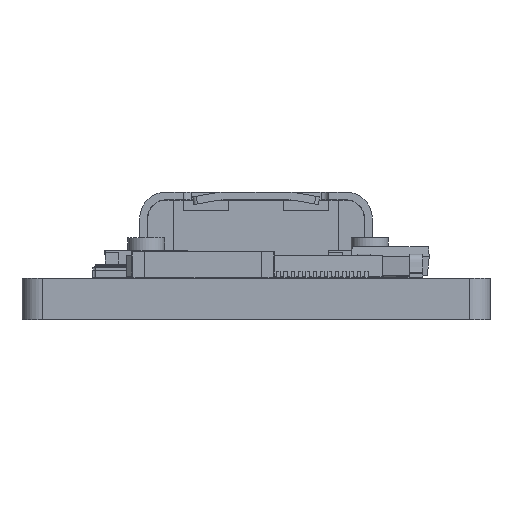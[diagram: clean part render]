
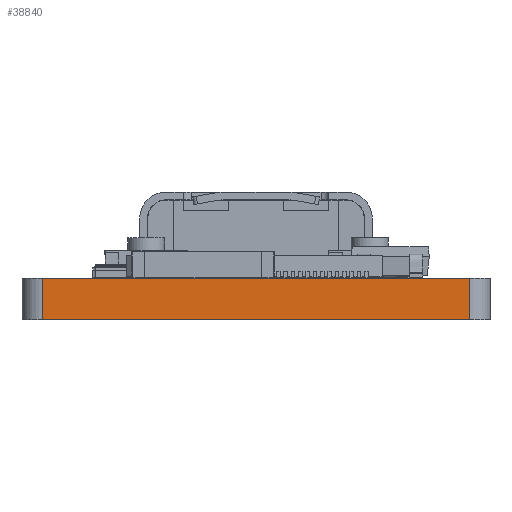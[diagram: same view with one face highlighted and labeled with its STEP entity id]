
A CAD part, front view. The second image highlights one B-rep face of the part: STEP entity #38840.
In plain terms, the highlighted planar face has unit normal (0, -1, 0).
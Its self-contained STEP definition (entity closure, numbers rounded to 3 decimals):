
#2038=PLANE('',#41388);
#3952=FACE_OUTER_BOUND('',#6053,.T.);
#6053=EDGE_LOOP('',(#34474,#34475,#34476,#34477));
#10136=LINE('',#68399,#14517);
#10178=LINE('',#68545,#14559);
#10199=LINE('',#68607,#14580);
#10236=LINE('',#68707,#14617);
#14517=VECTOR('',#49700,10.);
#14559=VECTOR('',#49810,10.);
#14580=VECTOR('',#49861,10.);
#14617=VECTOR('',#49934,10.);
#18971=VERTEX_POINT('',#68396);
#18972=VERTEX_POINT('',#68398);
#19042=VERTEX_POINT('',#68543);
#19068=VERTEX_POINT('',#68606);
#24153=EDGE_CURVE('',#18971,#18972,#10136,.T.);
#24226=EDGE_CURVE('',#19042,#18971,#10178,.T.);
#24257=EDGE_CURVE('',#18972,#19068,#10199,.T.);
#24308=EDGE_CURVE('',#19068,#19042,#10236,.T.);
#34474=ORIENTED_EDGE('',*,*,#24226,.F.);
#34475=ORIENTED_EDGE('',*,*,#24308,.F.);
#34476=ORIENTED_EDGE('',*,*,#24257,.F.);
#34477=ORIENTED_EDGE('',*,*,#24153,.F.);
#38840=ADVANCED_FACE('',(#3952),#2038,.T.);
#41388=AXIS2_PLACEMENT_3D('',#68847,#50038,#50039);
#49700=DIRECTION('',(-1.,0.,0.));
#49810=DIRECTION('',(0.,0.,-1.));
#49861=DIRECTION('',(0.,0.,1.));
#49934=DIRECTION('',(1.,0.,0.));
#50038=DIRECTION('center_axis',(0.,-1.,0.));
#50039=DIRECTION('ref_axis',(-1.,0.,0.));
#68396=CARTESIAN_POINT('',(8.2,-11.75,0.));
#68398=CARTESIAN_POINT('',(-8.2,-11.75,0.));
#68399=CARTESIAN_POINT('',(-9.,-11.75,0.));
#68543=CARTESIAN_POINT('',(8.2,-11.75,1.6));
#68545=CARTESIAN_POINT('',(8.2,-11.75,1.6));
#68606=CARTESIAN_POINT('',(-8.2,-11.75,1.6));
#68607=CARTESIAN_POINT('',(-8.2,-11.75,1.6));
#68707=CARTESIAN_POINT('',(-9.,-11.75,1.6));
#68847=CARTESIAN_POINT('Origin',(9.,-11.75,1.6));
